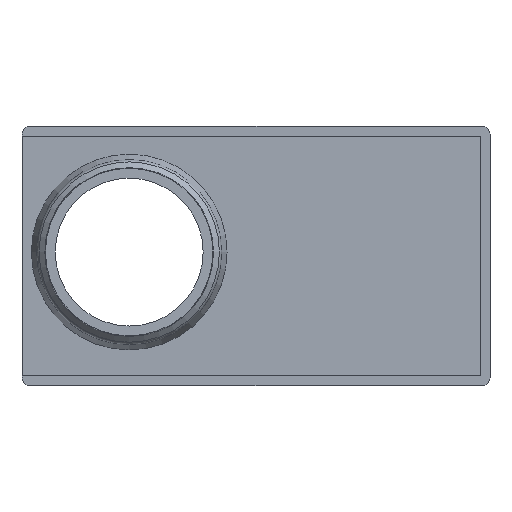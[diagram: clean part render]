
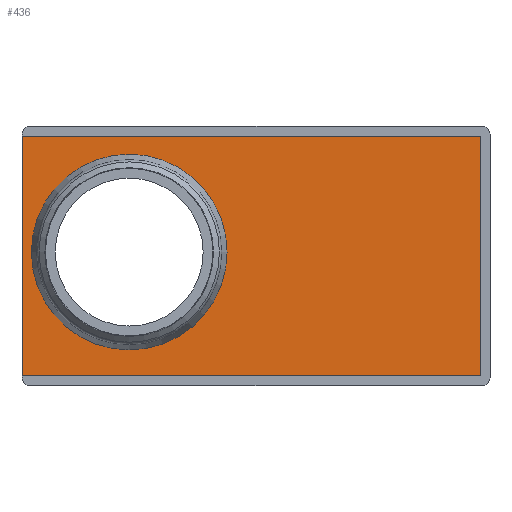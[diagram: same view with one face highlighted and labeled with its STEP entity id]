
A CAD part, front view. The second image highlights one B-rep face of the part: STEP entity #436.
In plain terms, the highlighted planar face has unit normal (0, -1, 0).
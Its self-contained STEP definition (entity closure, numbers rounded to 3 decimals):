
#17=FACE_BOUND('',#85,.T.);
#28=PLANE('',#499);
#58=FACE_OUTER_BOUND('',#84,.T.);
#84=EDGE_LOOP('',(#401,#402,#403,#404));
#85=EDGE_LOOP('',(#405));
#94=LINE('',#691,#130);
#98=LINE('',#699,#134);
#101=LINE('',#705,#137);
#115=LINE('',#744,#151);
#130=VECTOR('',#566,10.);
#134=VECTOR('',#572,10.);
#137=VECTOR('',#577,10.);
#151=VECTOR('',#613,10.);
#172=CIRCLE('',#472,12.439);
#196=VERTEX_POINT('',#676);
#199=VERTEX_POINT('',#689);
#200=VERTEX_POINT('',#690);
#203=VERTEX_POINT('',#698);
#205=VERTEX_POINT('',#704);
#242=EDGE_CURVE('',#196,#196,#172,.T.);
#248=EDGE_CURVE('',#199,#200,#94,.T.);
#252=EDGE_CURVE('',#200,#203,#98,.T.);
#255=EDGE_CURVE('',#203,#205,#101,.T.);
#275=EDGE_CURVE('',#205,#199,#115,.T.);
#401=ORIENTED_EDGE('',*,*,#255,.T.);
#402=ORIENTED_EDGE('',*,*,#275,.T.);
#403=ORIENTED_EDGE('',*,*,#248,.T.);
#404=ORIENTED_EDGE('',*,*,#252,.T.);
#405=ORIENTED_EDGE('',*,*,#242,.T.);
#436=ADVANCED_FACE('',(#58,#17),#28,.F.);
#472=AXIS2_PLACEMENT_3D('',#677,#549,#550);
#499=AXIS2_PLACEMENT_3D('',#761,#634,#635);
#549=DIRECTION('center_axis',(0.,1.,0.));
#550=DIRECTION('ref_axis',(-1.,0.,0.));
#566=DIRECTION('',(1.,0.,0.));
#572=DIRECTION('',(0.,0.,1.));
#577=DIRECTION('',(-1.,0.,0.));
#613=DIRECTION('',(0.,0.,-1.));
#634=DIRECTION('center_axis',(0.,1.,0.));
#635=DIRECTION('ref_axis',(1.,0.,0.));
#676=CARTESIAN_POINT('',(-27.433,-38.373,17.));
#677=CARTESIAN_POINT('Origin',(-39.872,-38.373,17.));
#689=CARTESIAN_POINT('',(-53.5,-38.373,1.25));
#690=CARTESIAN_POINT('',(4.75,-38.373,1.25));
#691=CARTESIAN_POINT('',(-9.5,-38.373,1.25));
#698=CARTESIAN_POINT('',(4.75,-38.373,31.75));
#699=CARTESIAN_POINT('',(4.75,-38.373,24.125));
#704=CARTESIAN_POINT('',(-53.5,-38.373,31.75));
#705=CARTESIAN_POINT('',(-38.625,-38.373,31.75));
#744=CARTESIAN_POINT('',(-53.5,-38.373,1.));
#761=CARTESIAN_POINT('Origin',(-23.75,-38.373,16.5));
